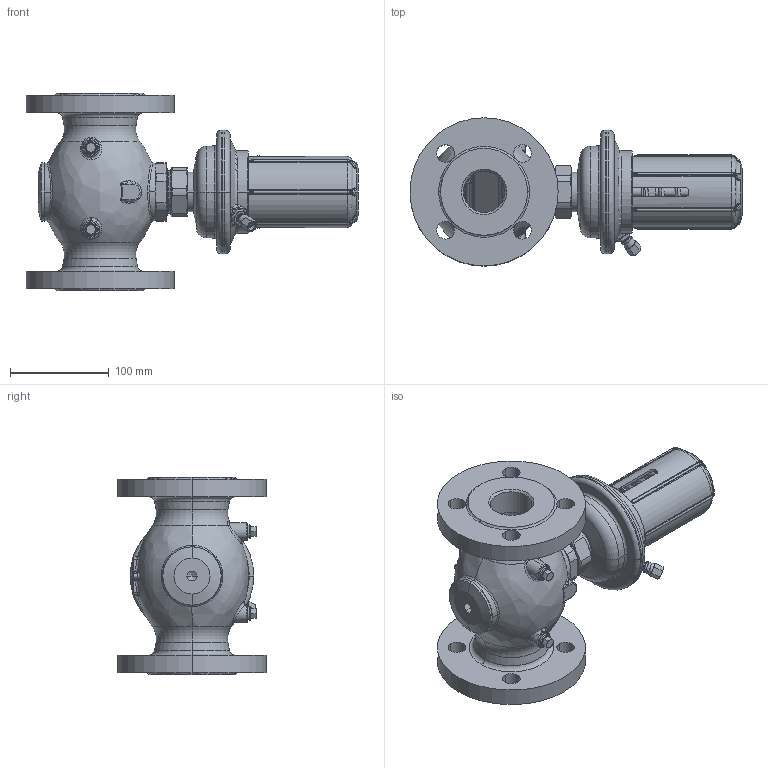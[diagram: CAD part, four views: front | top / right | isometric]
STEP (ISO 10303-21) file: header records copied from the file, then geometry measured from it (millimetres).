
FILE_DESCRIPTION((''),'2;1');
FILE_NAME('003H6349','2015-02-24T',('u317927'),('Danfoss'),'PRO/ENGINEER BY PARAMETRIC TECHNOLOGY CORPORATION, 2014000','PRO/ENGINEER BY PARAMETRIC TECHNOLOGY CORPORATION, 2014000','');
FILE_SCHEMA(('CONFIG_CONTROL_DESIGN'));
Products named in the file (1): 003H6349
Bounding box: 336.2 x 150 x 200 mm (x, y, z)
Volume: 1471182.2 mm3; surface area: 407713.6 mm2
Topology: 4 solids, 6 shells, 1407 faces, 3255 edges, 1923 vertices
Faces by surface type: cylinder 368, plane 329, bspline 260, torus 220, cone 215, sphere 15
Entity records: 60147 total; most frequent: CARTESIAN_POINT 29635, ORIENTED_EDGE 6492, DIRECTION 6315, EDGE_CURVE 3246, AXIS2_PLACEMENT_3D 2723, VERTEX_POINT 1923, CIRCLE 1575, EDGE_LOOP 1539
